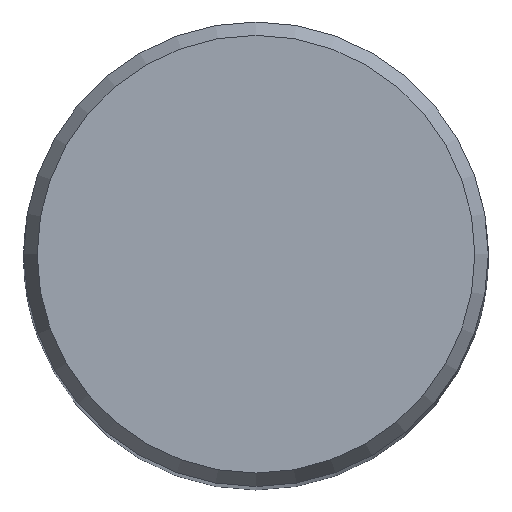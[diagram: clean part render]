
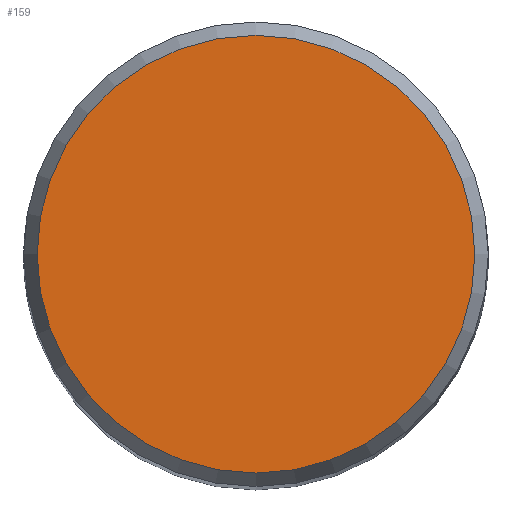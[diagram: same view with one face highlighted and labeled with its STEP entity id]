
A CAD part, top view. The second image highlights one B-rep face of the part: STEP entity #159.
In plain terms, the highlighted planar face has unit normal (0, 0, 1).
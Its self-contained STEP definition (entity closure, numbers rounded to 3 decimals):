
#159=ADVANCED_FACE('',(#222),#223,.T.);
#222=FACE_OUTER_BOUND('',#262,.T.);
#223=PLANE('',#263);
#262=EDGE_LOOP('',(#302));
#263=AXIS2_PLACEMENT_3D('',#303,#304,#305);
#302=ORIENTED_EDGE('',*,*,#341,.T.);
#303=CARTESIAN_POINT('',(0.0,0.0,175.0));
#304=DIRECTION('',(0.0,0.0,1.0));
#305=DIRECTION('',(1.0,0.0,0.0));
#341=EDGE_CURVE('',#362,#362,#363,.T.);
#362=VERTEX_POINT('',#464);
#363=CIRCLE('',#465,18.845);
#464=CARTESIAN_POINT('',(18.845,0.0,175.0));
#465=AXIS2_PLACEMENT_3D('',#569,#570,#571);
#569=CARTESIAN_POINT('',(0.0,0.0,175.0));
#570=DIRECTION('',(0.0,0.0,1.0));
#571=DIRECTION('',(1.0,0.0,0.0));
